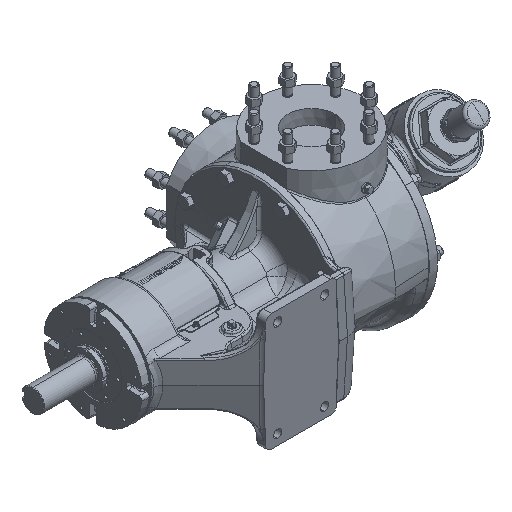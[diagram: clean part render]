
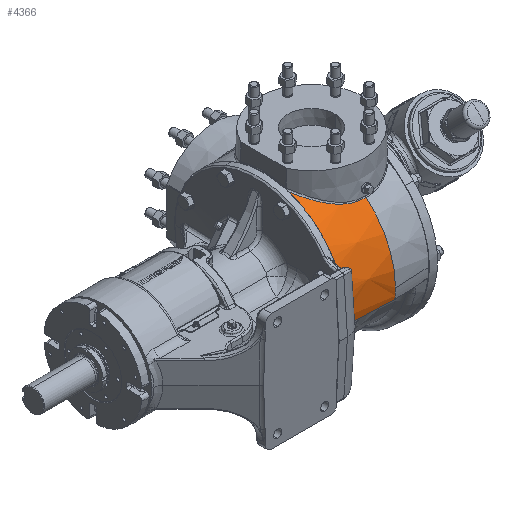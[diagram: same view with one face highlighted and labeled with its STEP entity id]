
A CAD part, isometric view. The second image highlights one B-rep face of the part: STEP entity #4366.
In plain terms, the highlighted conical face has half-angle 2 degrees and reference radius 177.8 mm.
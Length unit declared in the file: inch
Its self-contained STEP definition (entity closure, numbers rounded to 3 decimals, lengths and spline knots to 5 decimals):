
#1667 = VERTEX_POINT ( 'NONE', #151647 ) ;
#3588 = CARTESIAN_POINT ( 'NONE',  ( 3.92032, -4.64187, 5.42662 ) ) ;
#4366 = ADVANCED_FACE ( 'Defeatured_0_4292', ( #139060 ), #38895, .T. ) ;
#6786 = CARTESIAN_POINT ( 'NONE',  ( 3.43189, -4.58821, 5.44979 ) ) ;
#7829 = CARTESIAN_POINT ( 'NONE',  ( 2.01457, -4.12994, 5.744 ) ) ;
#8040 = EDGE_CURVE ( 'NONE', #145160, #98718, #13130, .T. ) ;
#13130 = B_SPLINE_CURVE_WITH_KNOTS ( 'NONE', 3,
 ( #169808, #3588, #124121, #6786, #73074, #189300, #40424, #106723, #20926, #69884, #24106, #90449, #156716, #202428, #7829, #74128, #53521, #87249, #153543, #137204, #62076, #209879, #141450, #93626, #59916, #178336, #175115, #193578 ),
 .UNSPECIFIED., .F., .F.,
 ( 4, 2, 2, 2, 2, 2, 2, 2, 2, 2, 2, 2, 2, 4 ),
 ( 0., 0.01665, 0.02081, 0.02498, 0.0333, 0.04995, 0.05412, 0.05828, 0.0666, 0.08326, 0.09991, 0.10823, 0.11656, 0.13321 ),
 .UNSPECIFIED. ) ;
#13380 = DIRECTION ( 'NONE',  ( 1., 0., 0. ) ) ;
#16442 = ORIENTED_EDGE ( 'NONE', *, *, #17371, .F. ) ;
#17371 = EDGE_CURVE ( 'NONE', #34844, #107594, #166946, .T. ) ;
#17980 = ORIENTED_EDGE ( 'NONE', *, *, #132598, .F. ) ;
#20926 = CARTESIAN_POINT ( 'NONE',  ( 2.95378, -4.48987, 5.50967 ) ) ;
#23054 = ORIENTED_EDGE ( 'NONE', *, *, #45393, .T. ) ;
#23821 = DIRECTION ( 'NONE',  ( 0., 1., 0. ) ) ;
#24106 = CARTESIAN_POINT ( 'NONE',  ( 2.44663, -4.32887, 5.61552 ) ) ;
#29670 = DIRECTION ( 'NONE',  ( 0., 1., 0. ) ) ;
#30130 = CARTESIAN_POINT ( 'NONE',  ( 0.015, -2.15734, 6.66423 ) ) ;
#31583 = EDGE_CURVE ( 'NONE', #34844, #145160, #81510, .T. ) ;
#34844 = VERTEX_POINT ( 'NONE', #123847 ) ;
#36642 = CARTESIAN_POINT ( 'NONE',  ( 4.14, -4.6418, 5.43678 ) ) ;
#38895 = CONICAL_SURFACE ( 'NONE', #73659, 7., 0.035 ) ;
#40424 = CARTESIAN_POINT ( 'NONE',  ( 3.21687, -4.55002, 5.47197 ) ) ;
#45393 = EDGE_CURVE ( 'NONE', #165778, #1667, #214093, .T. ) ;
#48849 = DIRECTION ( 'NONE',  ( 0.999, -0.035, -0.004 ) ) ;
#53521 = CARTESIAN_POINT ( 'NONE',  ( 1.78403, -4.00468, 5.82253 ) ) ;
#59916 = CARTESIAN_POINT ( 'NONE',  ( 0.40515, -2.77533, 6.44692 ) ) ;
#62076 = CARTESIAN_POINT ( 'NONE',  ( 0.88085, -3.32158, 6.20364 ) ) ;
#65636 = CARTESIAN_POINT ( 'NONE',  ( 4.14, -4.6418, 5.43678 ) ) ;
#68339 = VECTOR ( 'NONE', #48849, 39.37008 ) ;
#69176 = CARTESIAN_POINT ( 'NONE',  ( 4.14, -7.14876, 0. ) ) ;
#69884 = CARTESIAN_POINT ( 'NONE',  ( 2.64576, -4.40131, 5.5673 ) ) ;
#73074 = CARTESIAN_POINT ( 'NONE',  ( 3.37785, -4.57959, 5.45458 ) ) ;
#73659 = AXIS2_PLACEMENT_3D ( 'NONE', #75980, #205354, #23821 ) ;
#74128 = CARTESIAN_POINT ( 'NONE',  ( 1.87503, -4.05655, 5.79033 ) ) ;
#75980 = CARTESIAN_POINT ( 'NONE',  ( -0.12, 0., 0. ) ) ;
#79287 = DIRECTION ( 'NONE',  ( 1., 0., 0. ) ) ;
#81510 = B_SPLINE_CURVE_WITH_KNOTS ( 'NONE', 3,
 ( #183398, #135574, #100807, #36642 ),
 .UNSPECIFIED., .F., .F.,
 ( 4, 4 ),
 ( 0., 0. ),
 .UNSPECIFIED. ) ;
#87249 = CARTESIAN_POINT ( 'NONE',  ( 1.51681, -3.84031, 5.92215 ) ) ;
#90449 = CARTESIAN_POINT ( 'NONE',  ( 2.20477, -4.2219, 5.68501 ) ) ;
#93626 = CARTESIAN_POINT ( 'NONE',  ( 0.46845, -2.85782, 6.41316 ) ) ;
#96074 = DIRECTION ( 'NONE',  ( 0., 0., -1. ) ) ;
#98718 = VERTEX_POINT ( 'NONE', #30130 ) ;
#100807 = CARTESIAN_POINT ( 'NONE',  ( 4.14, -4.64181, 5.43676 ) ) ;
#106723 = CARTESIAN_POINT ( 'NONE',  ( 3.05801, -4.51603, 5.49292 ) ) ;
#107594 = VERTEX_POINT ( 'NONE', #69176 ) ;
#113054 = AXIS2_PLACEMENT_3D ( 'NONE', #180296, #79287, #145561 ) ;
#123847 = CARTESIAN_POINT ( 'NONE',  ( 4.14, -4.64184, 5.43674 ) ) ;
#124121 = CARTESIAN_POINT ( 'NONE',  ( 3.70232, -4.62648, 5.42986 ) ) ;
#124914 = EDGE_CURVE ( 'NONE', #98718, #165778, #133046, .T. ) ;
#127622 = DIRECTION ( 'NONE',  ( 1., 0., 0. ) ) ;
#132212 = AXIS2_PLACEMENT_3D ( 'NONE', #165492, #13380, #29670 ) ;
#132598 = EDGE_CURVE ( 'NONE', #107594, #1667, #165181, .T. ) ;
#133046 = CIRCLE ( 'NONE', #153843, 7.00471 ) ;
#135574 = CARTESIAN_POINT ( 'NONE',  ( 4.14, -4.64182, 5.43675 ) ) ;
#137204 = CARTESIAN_POINT ( 'NONE',  ( 1.03076, -3.46119, 6.13238 ) ) ;
#139060 = FACE_OUTER_BOUND ( 'NONE', #160619, .T. ) ;
#140147 = CARTESIAN_POINT ( 'NONE',  ( 0.015, -6.9525, -0.85366 ) ) ;
#141450 = CARTESIAN_POINT ( 'NONE',  ( 0.60068, -3.01868, 6.34415 ) ) ;
#145160 = VERTEX_POINT ( 'NONE', #65636 ) ;
#145561 = DIRECTION ( 'NONE',  ( 0., 1., 0. ) ) ;
#151647 = CARTESIAN_POINT ( 'NONE',  ( 4.14, -7.09548, -0.87121 ) ) ;
#153543 = CARTESIAN_POINT ( 'NONE',  ( 1.34872, -3.72053, 5.99167 ) ) ;
#153843 = AXIS2_PLACEMENT_3D ( 'NONE', #211298, #127622, #96074 ) ;
#156716 = CARTESIAN_POINT ( 'NONE',  ( 2.15669, -4.19965, 5.69939 ) ) ;
#160619 = EDGE_LOOP ( 'NONE', ( #214843, #209824, #23054, #17980, #16442, #172684 ) ) ;
#165181 = CIRCLE ( 'NONE', #113054, 7.14876 ) ;
#165492 = CARTESIAN_POINT ( 'NONE',  ( 4.14, 0., 0. ) ) ;
#165778 = VERTEX_POINT ( 'NONE', #140147 ) ;
#166946 = CIRCLE ( 'NONE', #132212, 7.14876 ) ;
#169808 = CARTESIAN_POINT ( 'NONE',  ( 4.14, -4.6418, 5.43678 ) ) ;
#172684 = ORIENTED_EDGE ( 'NONE', *, *, #31583, .T. ) ;
#175115 = CARTESIAN_POINT ( 'NONE',  ( 0.1136, -2.344, 6.60742 ) ) ;
#178217 = CARTESIAN_POINT ( 'NONE',  ( -200.57377, 0., 0. ) ) ;
#178336 = CARTESIAN_POINT ( 'NONE',  ( 0.22358, -2.52156, 6.54544 ) ) ;
#180296 = CARTESIAN_POINT ( 'NONE',  ( 4.14, 0., 0. ) ) ;
#183398 = CARTESIAN_POINT ( 'NONE',  ( 4.14, -4.64184, 5.43674 ) ) ;
#189300 = CARTESIAN_POINT ( 'NONE',  ( 3.27024, -4.56048, 5.46568 ) ) ;
#193578 = CARTESIAN_POINT ( 'NONE',  ( 0.015, -2.15734, 6.66423 ) ) ;
#202428 = CARTESIAN_POINT ( 'NONE',  ( 2.0616, -4.15367, 5.72888 ) ) ;
#205354 = DIRECTION ( 'NONE',  ( 1., 0., 0. ) ) ;
#209824 = ORIENTED_EDGE ( 'NONE', *, *, #124914, .T. ) ;
#209879 = CARTESIAN_POINT ( 'NONE',  ( 0.6691, -3.09641, 6.30917 ) ) ;
#211298 = CARTESIAN_POINT ( 'NONE',  ( 0.015, 0., 0. ) ) ;
#214093 = LINE ( 'NONE', #178217, #68339 ) ;
#214843 = ORIENTED_EDGE ( 'NONE', *, *, #8040, .T. ) ;
